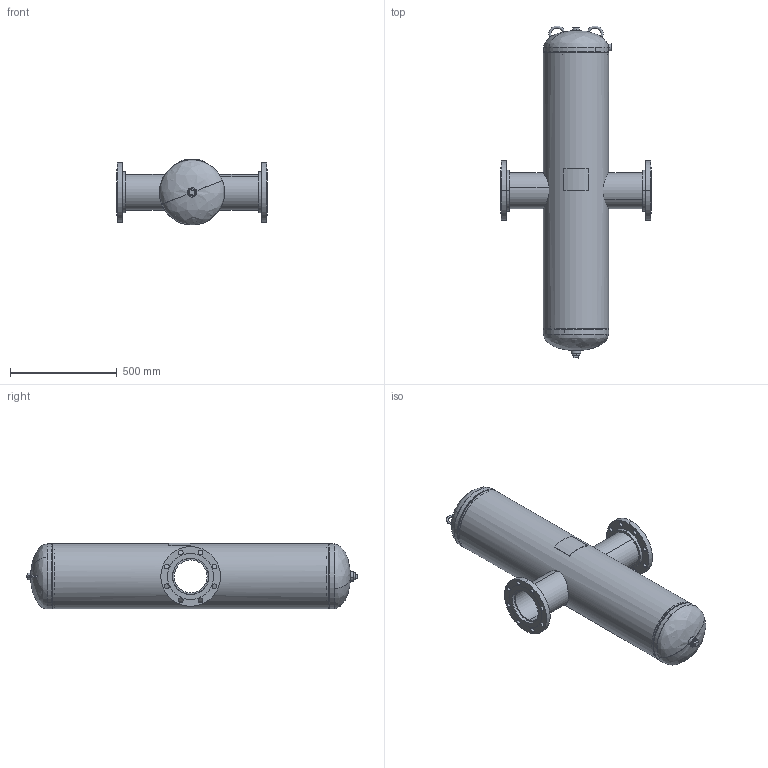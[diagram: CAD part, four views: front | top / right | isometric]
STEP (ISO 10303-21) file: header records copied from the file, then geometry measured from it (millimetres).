
FILE_DESCRIPTION (( 'STEP AP203' ), '1' );
FILE_NAME ('WVAN-6HV.STEP', '2021-03-15T14:11:20', ( '' ), ( '' ), 'SwSTEP 2.0', 'SolidWorks 2021', '' );
FILE_SCHEMA (( 'CONFIG_CONTROL_DESIGN' ));
Length unit declared in the file: inch
Products named in the file (11): 9500030; 9400540; 9301110_8.625; 99B2325; 9200040; SORF FLANGES ASME B16.5_6 150# SA-105; 9600830_12.208" VERT; WVAN-6HV; 9500050; PLUGS_9500150
Assembly tree (14 placements, depth 2):
  WVAN-6HV
    99B2325
    9200040
    9200040
    9500030  x2
    9500050
    PLUGS_9500150
    9301110_8.625  x2
    SORF FLANGES ASME B16.5_6 150# SA-105  x2
    9400540  x2
    9600830_12.208" VERT
Bounding box: 704.85 x 1554.29 x 308.77 mm (x, y, z)
Volume: 7073930.6 mm3; surface area: 3690802.6 mm2
Topology: 14 solids, 14 shells, 217 faces, 496 edges, 312 vertices
Faces by surface type: cylinder 102, plane 43, torus 28, cone 26, bspline 18
Full cylindrical faces by diameter (mm): 299.72 x1, 304.597 x1
Entity records: 12081 total; most frequent: CARTESIAN_POINT 6894, DIRECTION 890, ORIENTED_EDGE 764, AXIS2_PLACEMENT_3D 386, EDGE_CURVE 382, VERTEX_POINT 236, CIRCLE 220, EDGE_LOOP 202
